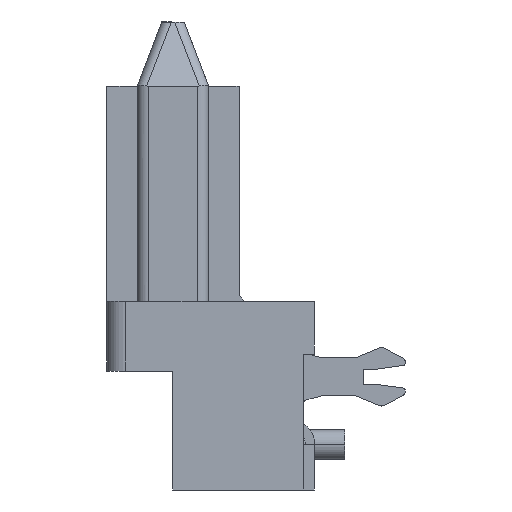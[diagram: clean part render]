
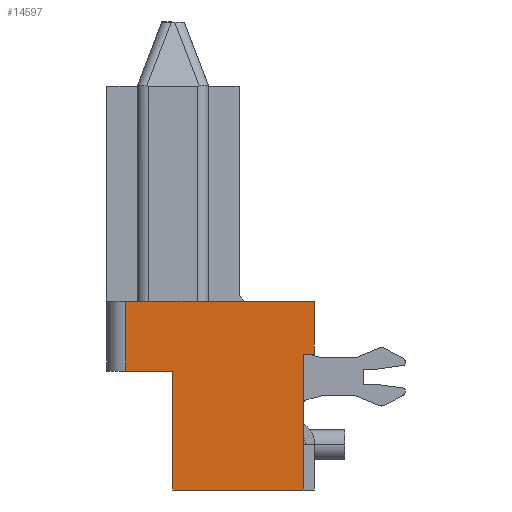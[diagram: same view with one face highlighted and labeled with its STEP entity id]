
A CAD part, left-side view. The second image highlights one B-rep face of the part: STEP entity #14597.
In plain terms, the highlighted planar face has unit normal (-1, 0, 0).
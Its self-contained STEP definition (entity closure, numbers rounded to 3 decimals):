
#517=DIRECTION('',(0.,1.,0.));
#518=VECTOR('',#517,1.25);
#519=CARTESIAN_POINT('',(-21.2,0.,-1.85));
#520=LINE('8500',#519,#518);
#521=DIRECTION('',(0.,0.,1.));
#522=VECTOR('',#521,1.85);
#523=CARTESIAN_POINT('',(-21.2,1.25,-1.85));
#524=LINE('8501',#523,#522);
#525=DIRECTION('',(0.,-1.,0.));
#526=VECTOR('',#525,5.);
#527=CARTESIAN_POINT('',(-21.2,1.25,0.));
#528=LINE('8291',#527,#526);
#537=DIRECTION('',(0.,0.,1.));
#538=VECTOR('',#537,3.6);
#539=CARTESIAN_POINT('',(-21.2,-3.45,-5.));
#540=LINE('8498',#539,#538);
#701=DIRECTION('',(0.,-1.,0.));
#702=VECTOR('',#701,0.3);
#703=CARTESIAN_POINT('',(-21.2,-3.45,-1.4));
#704=LINE('8502',#703,#702);
#857=DIRECTION('',(0.,0.,1.));
#858=VECTOR('',#857,1.4);
#859=CARTESIAN_POINT('',(-21.2,-3.75,-1.4));
#860=LINE('8580',#859,#858);
#914=DIRECTION('',(0.,-1.,0.));
#915=VECTOR('',#914,3.45);
#916=CARTESIAN_POINT('',(-21.2,0.,-5.));
#917=LINE('8592',#916,#915);
#974=DIRECTION('',(0.,0.,-1.));
#975=VECTOR('',#974,3.15);
#976=CARTESIAN_POINT('',(-21.2,0.,-1.85));
#977=LINE('8499',#976,#975);
#10446=CARTESIAN_POINT('',(-21.2,-3.75,0.));
#10447=VERTEX_POINT('',#10446);
#10448=CARTESIAN_POINT('',(-21.2,1.25,0.));
#10449=VERTEX_POINT('',#10448);
#10621=CARTESIAN_POINT('',(-21.2,1.25,-1.85));
#10622=VERTEX_POINT('',#10621);
#10799=CARTESIAN_POINT('',(-21.2,-3.45,-5.));
#10800=CARTESIAN_POINT('',(-21.2,-3.45,-1.4));
#10801=VERTEX_POINT('',#10799);
#10802=VERTEX_POINT('',#10800);
#10803=CARTESIAN_POINT('',(-21.2,0.,-1.85));
#10804=CARTESIAN_POINT('',(-21.2,0.,-5.));
#10805=VERTEX_POINT('',#10803);
#10806=VERTEX_POINT('',#10804);
#10807=CARTESIAN_POINT('',(-21.2,-3.75,-1.4));
#10808=VERTEX_POINT('',#10807);
#14577=CARTESIAN_POINT('',(-21.2,-1.25,-2.5));
#14578=DIRECTION('',(1.,0.,0.));
#14579=DIRECTION('',(0.,-1.,0.));
#14580=AXIS2_PLACEMENT_3D('',#14577,#14578,#14579);
#14581=PLANE('10694',#14580);
#14583=ORIENTED_EDGE('8498',*,*,#14582,.F.);
#14585=ORIENTED_EDGE('8592',*,*,#14584,.F.);
#14587=ORIENTED_EDGE('8499',*,*,#14586,.F.);
#14588=ORIENTED_EDGE('8500',*,*,#14329,.T.);
#14589=ORIENTED_EDGE('8501',*,*,#14319,.T.);
#14590=ORIENTED_EDGE('8291',*,*,#13693,.T.);
#14592=ORIENTED_EDGE('8580',*,*,#14591,.F.);
#14594=ORIENTED_EDGE('8502',*,*,#14593,.F.);
#14595=EDGE_LOOP('10694',(#14583,#14585,#14587,#14588,#14589,#14590,#14592,
#14594));
#14596=FACE_OUTER_BOUND('10694',#14595,.F.);
#14597=ADVANCED_FACE('10694',(#14596),#14581,.F.);
#13693=EDGE_CURVE('8291',#10449,#10447,#528,.T.);
#14319=EDGE_CURVE('8501',#10622,#10449,#524,.T.);
#14329=EDGE_CURVE('8500',#10805,#10622,#520,.T.);
#14582=EDGE_CURVE('8498',#10801,#10802,#540,.T.);
#14584=EDGE_CURVE('8592',#10806,#10801,#917,.T.);
#14586=EDGE_CURVE('8499',#10805,#10806,#977,.T.);
#14591=EDGE_CURVE('8580',#10808,#10447,#860,.T.);
#14593=EDGE_CURVE('8502',#10802,#10808,#704,.T.);
